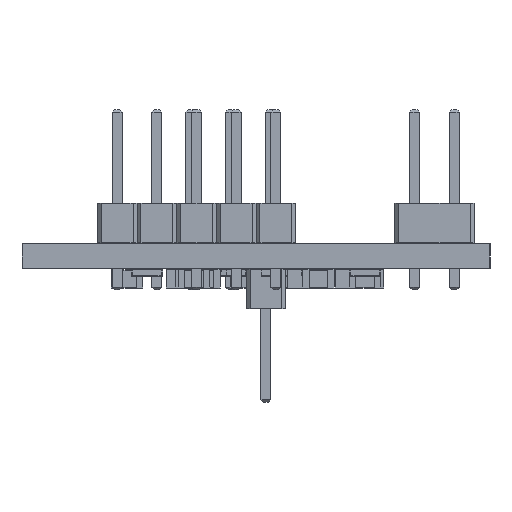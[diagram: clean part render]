
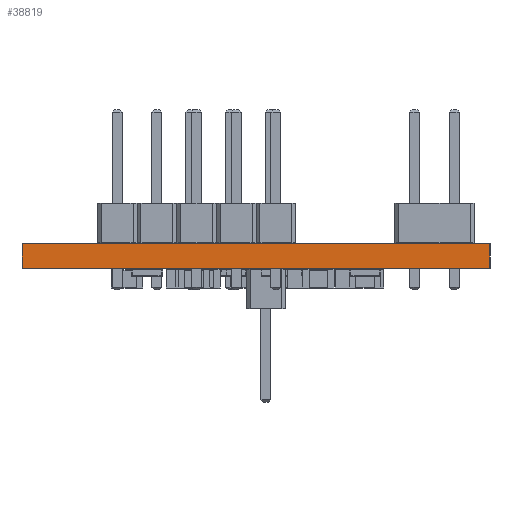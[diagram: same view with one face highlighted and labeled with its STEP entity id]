
A CAD part, left-side view. The second image highlights one B-rep face of the part: STEP entity #38819.
In plain terms, the highlighted planar face has unit normal (-1, 0, 0).
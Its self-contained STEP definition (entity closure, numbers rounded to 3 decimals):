
#38638 = PLANE('',#38639);
#38639 = AXIS2_PLACEMENT_3D('',#38640,#38641,#38642);
#38640 = CARTESIAN_POINT('',(183.384,-104.425,0.));
#38641 = DIRECTION('',(0.,-1.,0.));
#38642 = DIRECTION('',(-1.,0.,0.));
#38663 = VERTEX_POINT('',#38664);
#38664 = CARTESIAN_POINT('',(133.092,-104.425,1.58));
#38678 = PLANE('',#38679);
#38679 = AXIS2_PLACEMENT_3D('',#38680,#38681,#38682);
#38680 = CARTESIAN_POINT('',(158.238,-89.439,1.58));
#38681 = DIRECTION('',(-0.,-0.,-1.));
#38682 = DIRECTION('',(-1.,0.,0.));
#38690 = EDGE_CURVE('',#38691,#38663,#38693,.T.);
#38691 = VERTEX_POINT('',#38692);
#38692 = CARTESIAN_POINT('',(133.092,-104.425,0.));
#38693 = SURFACE_CURVE('',#38694,(#38698,#38705),.PCURVE_S1.);
#38694 = LINE('',#38695,#38696);
#38695 = CARTESIAN_POINT('',(133.092,-104.425,0.));
#38696 = VECTOR('',#38697,1.);
#38697 = DIRECTION('',(0.,0.,1.));
#38698 = PCURVE('',#38638,#38699);
#38699 = DEFINITIONAL_REPRESENTATION('',(#38700),#38704);
#38700 = LINE('',#38701,#38702);
#38701 = CARTESIAN_POINT('',(50.292,0.));
#38702 = VECTOR('',#38703,1.);
#38703 = DIRECTION('',(0.,-1.));
#38704 = ( GEOMETRIC_REPRESENTATION_CONTEXT(2) 
PARAMETRIC_REPRESENTATION_CONTEXT() REPRESENTATION_CONTEXT('2D SPACE',''
  ) );
#38705 = PCURVE('',#38706,#38711);
#38706 = PLANE('',#38707);
#38707 = AXIS2_PLACEMENT_3D('',#38708,#38709,#38710);
#38708 = CARTESIAN_POINT('',(133.092,-104.425,0.));
#38709 = DIRECTION('',(-1.,0.,0.));
#38710 = DIRECTION('',(0.,1.,0.));
#38711 = DEFINITIONAL_REPRESENTATION('',(#38712),#38716);
#38712 = LINE('',#38713,#38714);
#38713 = CARTESIAN_POINT('',(0.,0.));
#38714 = VECTOR('',#38715,1.);
#38715 = DIRECTION('',(0.,-1.));
#38716 = ( GEOMETRIC_REPRESENTATION_CONTEXT(2) 
PARAMETRIC_REPRESENTATION_CONTEXT() REPRESENTATION_CONTEXT('2D SPACE',''
  ) );
#38732 = PLANE('',#38733);
#38733 = AXIS2_PLACEMENT_3D('',#38734,#38735,#38736);
#38734 = CARTESIAN_POINT('',(158.238,-89.439,0.));
#38735 = DIRECTION('',(-0.,-0.,-1.));
#38736 = DIRECTION('',(-1.,0.,0.));
#38765 = PLANE('',#38766);
#38766 = AXIS2_PLACEMENT_3D('',#38767,#38768,#38769);
#38767 = CARTESIAN_POINT('',(133.092,-74.453,0.));
#38768 = DIRECTION('',(0.,1.,0.));
#38769 = DIRECTION('',(1.,0.,0.));
#38819 = ADVANCED_FACE('',(#38820),#38706,.T.);
#38820 = FACE_BOUND('',#38821,.T.);
#38821 = EDGE_LOOP('',(#38822,#38823,#38846,#38869));
#38822 = ORIENTED_EDGE('',*,*,#38690,.T.);
#38823 = ORIENTED_EDGE('',*,*,#38824,.T.);
#38824 = EDGE_CURVE('',#38663,#38825,#38827,.T.);
#38825 = VERTEX_POINT('',#38826);
#38826 = CARTESIAN_POINT('',(133.092,-74.453,1.58));
#38827 = SURFACE_CURVE('',#38828,(#38832,#38839),.PCURVE_S1.);
#38828 = LINE('',#38829,#38830);
#38829 = CARTESIAN_POINT('',(133.092,-104.425,1.58));
#38830 = VECTOR('',#38831,1.);
#38831 = DIRECTION('',(0.,1.,0.));
#38832 = PCURVE('',#38706,#38833);
#38833 = DEFINITIONAL_REPRESENTATION('',(#38834),#38838);
#38834 = LINE('',#38835,#38836);
#38835 = CARTESIAN_POINT('',(0.,-1.58));
#38836 = VECTOR('',#38837,1.);
#38837 = DIRECTION('',(1.,0.));
#38838 = ( GEOMETRIC_REPRESENTATION_CONTEXT(2) 
PARAMETRIC_REPRESENTATION_CONTEXT() REPRESENTATION_CONTEXT('2D SPACE',''
  ) );
#38839 = PCURVE('',#38678,#38840);
#38840 = DEFINITIONAL_REPRESENTATION('',(#38841),#38845);
#38841 = LINE('',#38842,#38843);
#38842 = CARTESIAN_POINT('',(25.146,-14.986));
#38843 = VECTOR('',#38844,1.);
#38844 = DIRECTION('',(0.,1.));
#38845 = ( GEOMETRIC_REPRESENTATION_CONTEXT(2) 
PARAMETRIC_REPRESENTATION_CONTEXT() REPRESENTATION_CONTEXT('2D SPACE',''
  ) );
#38846 = ORIENTED_EDGE('',*,*,#38847,.F.);
#38847 = EDGE_CURVE('',#38848,#38825,#38850,.T.);
#38848 = VERTEX_POINT('',#38849);
#38849 = CARTESIAN_POINT('',(133.092,-74.453,0.));
#38850 = SURFACE_CURVE('',#38851,(#38855,#38862),.PCURVE_S1.);
#38851 = LINE('',#38852,#38853);
#38852 = CARTESIAN_POINT('',(133.092,-74.453,0.));
#38853 = VECTOR('',#38854,1.);
#38854 = DIRECTION('',(0.,0.,1.));
#38855 = PCURVE('',#38706,#38856);
#38856 = DEFINITIONAL_REPRESENTATION('',(#38857),#38861);
#38857 = LINE('',#38858,#38859);
#38858 = CARTESIAN_POINT('',(29.972,0.));
#38859 = VECTOR('',#38860,1.);
#38860 = DIRECTION('',(0.,-1.));
#38861 = ( GEOMETRIC_REPRESENTATION_CONTEXT(2) 
PARAMETRIC_REPRESENTATION_CONTEXT() REPRESENTATION_CONTEXT('2D SPACE',''
  ) );
#38862 = PCURVE('',#38765,#38863);
#38863 = DEFINITIONAL_REPRESENTATION('',(#38864),#38868);
#38864 = LINE('',#38865,#38866);
#38865 = CARTESIAN_POINT('',(0.,0.));
#38866 = VECTOR('',#38867,1.);
#38867 = DIRECTION('',(0.,-1.));
#38868 = ( GEOMETRIC_REPRESENTATION_CONTEXT(2) 
PARAMETRIC_REPRESENTATION_CONTEXT() REPRESENTATION_CONTEXT('2D SPACE',''
  ) );
#38869 = ORIENTED_EDGE('',*,*,#38870,.F.);
#38870 = EDGE_CURVE('',#38691,#38848,#38871,.T.);
#38871 = SURFACE_CURVE('',#38872,(#38876,#38883),.PCURVE_S1.);
#38872 = LINE('',#38873,#38874);
#38873 = CARTESIAN_POINT('',(133.092,-104.425,0.));
#38874 = VECTOR('',#38875,1.);
#38875 = DIRECTION('',(0.,1.,0.));
#38876 = PCURVE('',#38706,#38877);
#38877 = DEFINITIONAL_REPRESENTATION('',(#38878),#38882);
#38878 = LINE('',#38879,#38880);
#38879 = CARTESIAN_POINT('',(0.,0.));
#38880 = VECTOR('',#38881,1.);
#38881 = DIRECTION('',(1.,0.));
#38882 = ( GEOMETRIC_REPRESENTATION_CONTEXT(2) 
PARAMETRIC_REPRESENTATION_CONTEXT() REPRESENTATION_CONTEXT('2D SPACE',''
  ) );
#38883 = PCURVE('',#38732,#38884);
#38884 = DEFINITIONAL_REPRESENTATION('',(#38885),#38889);
#38885 = LINE('',#38886,#38887);
#38886 = CARTESIAN_POINT('',(25.146,-14.986));
#38887 = VECTOR('',#38888,1.);
#38888 = DIRECTION('',(0.,1.));
#38889 = ( GEOMETRIC_REPRESENTATION_CONTEXT(2) 
PARAMETRIC_REPRESENTATION_CONTEXT() REPRESENTATION_CONTEXT('2D SPACE',''
  ) );
